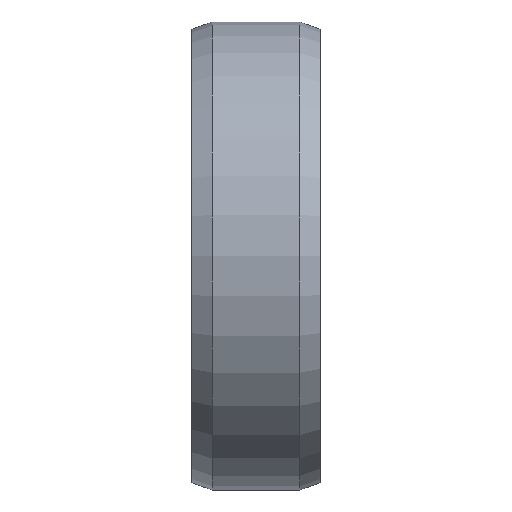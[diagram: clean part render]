
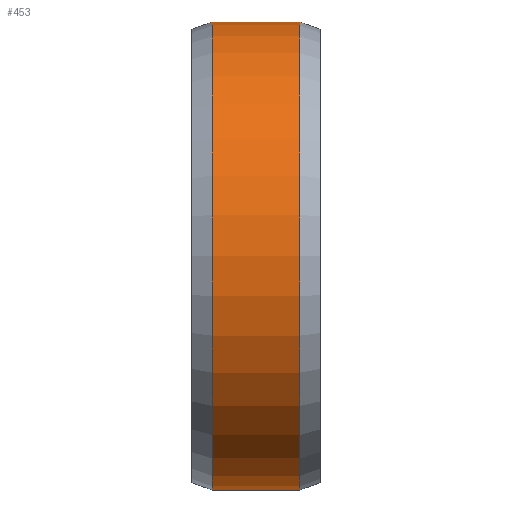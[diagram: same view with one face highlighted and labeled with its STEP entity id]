
A CAD part, top view. The second image highlights one B-rep face of the part: STEP entity #453.
In plain terms, the highlighted cylindrical face has radius 40 mm (diameter 80 mm), a partial arc.
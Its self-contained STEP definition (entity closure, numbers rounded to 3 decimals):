
#192=CARTESIAN_POINT('',(-7.5,0.,0.));
#193=DIRECTION('',(1.,0.,0.));
#194=DIRECTION('',(0.,1.,0.));
#195=AXIS2_PLACEMENT_3D('',#192,#193,#194);
#197=CARTESIAN_POINT('',(-7.5,0.,0.));
#198=DIRECTION('',(1.,0.,0.));
#199=DIRECTION('',(0.,0.,1.));
#200=AXIS2_PLACEMENT_3D('',#197,#198,#199);
#206=DIRECTION('',(-1.,0.,0.));
#207=VECTOR('',#206,15.);
#208=CARTESIAN_POINT('',(7.5,-40.,0.));
#209=LINE('',#208,#207);
#210=CARTESIAN_POINT('',(7.5,0.,0.));
#211=DIRECTION('',(-1.,0.,0.));
#212=DIRECTION('',(0.,-1.,0.));
#213=AXIS2_PLACEMENT_3D('',#210,#211,#212);
#215=CARTESIAN_POINT('',(7.5,0.,0.));
#216=DIRECTION('',(-1.,0.,0.));
#217=DIRECTION('',(0.,0.,1.));
#218=AXIS2_PLACEMENT_3D('',#215,#216,#217);
#268=DIRECTION('',(-1.,0.,0.));
#269=VECTOR('',#268,15.);
#270=CARTESIAN_POINT('',(7.5,40.,0.));
#271=LINE('',#270,#269);
#334=CARTESIAN_POINT('',(-7.5,-40.,0.));
#335=VERTEX_POINT('',#334);
#337=CARTESIAN_POINT('',(-7.5,40.,0.));
#339=VERTEX_POINT('',#337);
#370=CARTESIAN_POINT('',(7.5,-40.,0.));
#371=VERTEX_POINT('',#370);
#372=CARTESIAN_POINT('',(7.5,0.,40.));
#373=CARTESIAN_POINT('',(7.5,40.,0.));
#374=VERTEX_POINT('',#372);
#375=VERTEX_POINT('',#373);
#378=CARTESIAN_POINT('',(-7.5,0.,40.));
#379=VERTEX_POINT('',#378);
#436=CARTESIAN_POINT('',(-11.,0.,0.));
#437=DIRECTION('',(1.,0.,0.));
#438=DIRECTION('',(0.,-1.,0.));
#439=AXIS2_PLACEMENT_3D('',#436,#437,#438);
#440=CYLINDRICAL_SURFACE('',#439,40.);
#442=ORIENTED_EDGE('',*,*,#441,.F.);
#444=ORIENTED_EDGE('',*,*,#443,.F.);
#446=ORIENTED_EDGE('',*,*,#445,.T.);
#447=ORIENTED_EDGE('',*,*,#430,.F.);
#448=ORIENTED_EDGE('',*,*,#428,.F.);
#450=ORIENTED_EDGE('',*,*,#449,.F.);
#451=EDGE_LOOP('',(#442,#444,#446,#447,#448,#450));
#452=FACE_OUTER_BOUND('',#451,.F.);
#196=CIRCLE('',#195,40.);
#201=CIRCLE('',#200,40.);
#214=CIRCLE('',#213,40.);
#219=CIRCLE('',#218,40.);
#428=EDGE_CURVE('',#339,#379,#196,.T.);
#430=EDGE_CURVE('',#379,#335,#201,.T.);
#441=EDGE_CURVE('',#374,#375,#219,.T.);
#443=EDGE_CURVE('',#371,#374,#214,.T.);
#445=EDGE_CURVE('',#371,#335,#209,.T.);
#449=EDGE_CURVE('',#375,#339,#271,.T.);
#453=ADVANCED_FACE('',(#452),#440,.T.);
